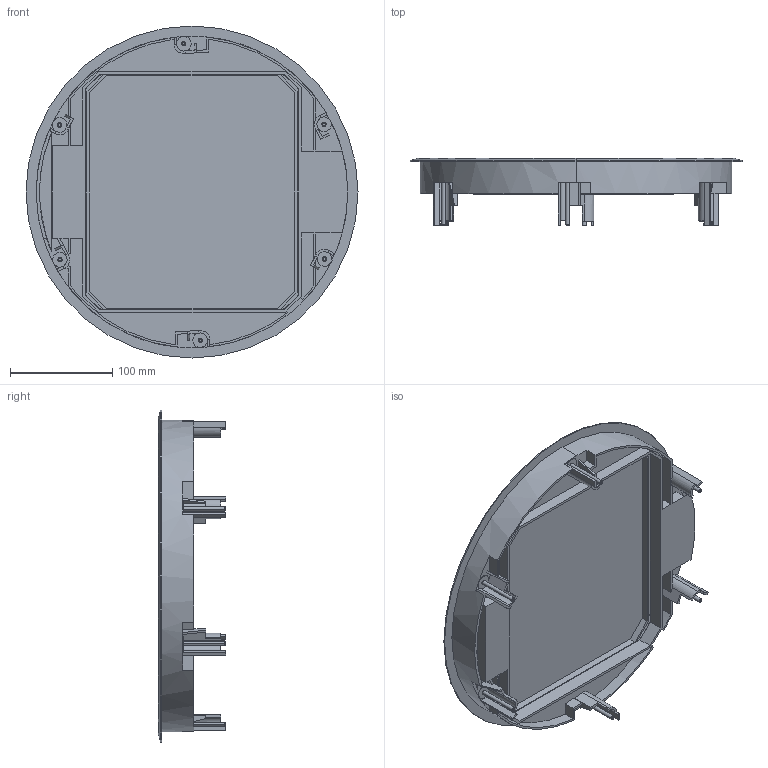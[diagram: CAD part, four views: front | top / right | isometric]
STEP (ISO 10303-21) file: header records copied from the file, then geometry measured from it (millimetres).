
FILE_DESCRIPTION (( 'STEP AP214' ), '1' );
FILE_NAME ('7406805_KSTP1.stp', '2016-05-03T13:17:14', ( '' ), ( '' ), 'SwSTEP 2.0', 'SolidWorks 2014', '' );
FILE_SCHEMA (( 'AUTOMOTIVE_DESIGN' ));
Length unit declared in the file: inch
Products named in the file (6): 044620_Standard; 044621_Standard; 044622_Standard; 39405602T1_Standard; 034820_Standard; 7406805_KSTP1
Assembly tree (10 placements, depth 2):
  7406805_KSTP1
    034820_Standard
    39405602T1_Standard  x6
    044622_Standard
    044621_Standard
    044620_Standard
Bounding box: 324 x 65.5 x 324 mm (x, y, z)
Volume: 905634.4 mm3; surface area: 513157.9 mm2
Topology: 10 solids, 10 shells, 539 faces, 1457 edges, 953 vertices
Faces by surface type: plane 337, cylinder 151, bspline 36, cone 15
Entity records: 17824 total; most frequent: CARTESIAN_POINT 2439, ORIENTED_EDGE 2154, DIRECTION 2090, EDGE_CURVE 1077, VECTOR 794, LINE 794, VERTEX_POINT 713, AXIS2_PLACEMENT_3D 648
